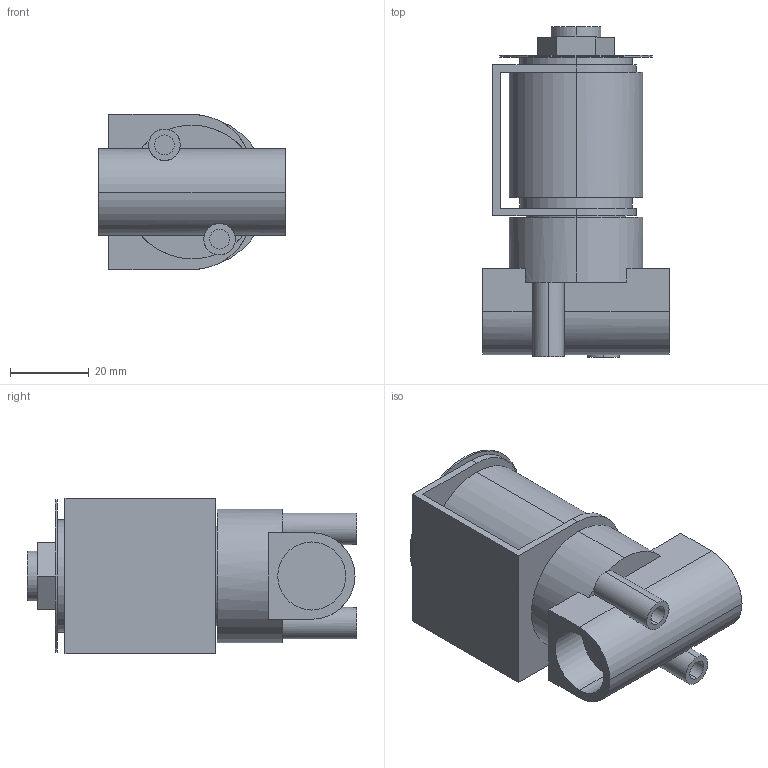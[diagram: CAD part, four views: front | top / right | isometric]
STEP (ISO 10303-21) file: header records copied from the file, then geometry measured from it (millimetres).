
FILE_DESCRIPTION (( 'STEP AP214' ), '1' );
FILE_NAME ('YS301P-9C.STEP', '2025-09-03T06:59:20', ( '' ), ( '' ), 'SwSTEP 2.0', 'SolidWorks 2024', '' );
FILE_SCHEMA (( 'AUTOMOTIVE_DESIGN' ));
Length unit declared in the file: millimetre
Products named in the file (3): AS301P; YS301P-9C; ZS301-9_9C
Assembly tree (2 placements, depth 2):
  YS301P-9C
    ZS301-9_9C
    AS301P
Bounding box: 47.5 x 83.93 x 39.47 mm (x, y, z)
Volume: 71960.8 mm3; surface area: 21997.4 mm2
Topology: 2 solids, 2 shells, 79 faces, 189 edges, 124 vertices
Faces by surface type: plane 45, cylinder 34
Entity records: 2491 total; most frequent: CARTESIAN_POINT 485, DIRECTION 437, ORIENTED_EDGE 378, EDGE_CURVE 189, AXIS2_PLACEMENT_3D 168, VERTEX_POINT 124, LINE 101, VECTOR 101
